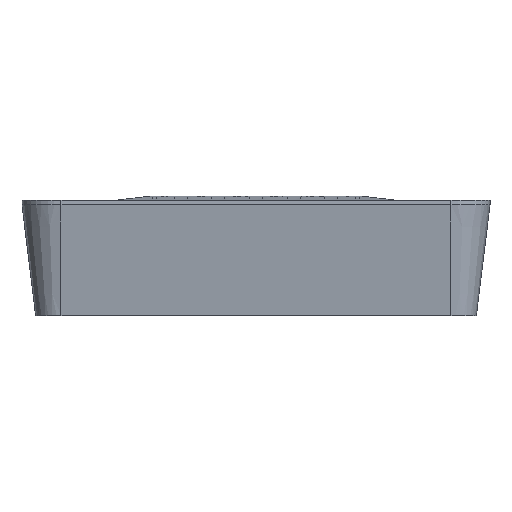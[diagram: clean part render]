
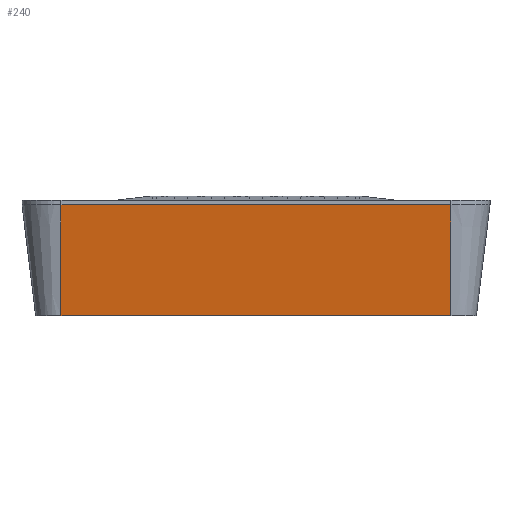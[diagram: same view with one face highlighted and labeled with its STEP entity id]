
A CAD part, left-side view. The second image highlights one B-rep face of the part: STEP entity #240.
In plain terms, the highlighted planar face has unit normal (-0.993, 0, -0.122).
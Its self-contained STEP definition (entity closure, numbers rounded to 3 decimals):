
#217=PLANE('',#1544);
#240=ADVANCED_FACE('',(#327),#217,.F.);
#327=FACE_OUTER_BOUND('',#403,.T.);
#403=EDGE_LOOP('',(#522,#523,#524,#525));
#522=ORIENTED_EDGE('',*,*,#1108,.T.);
#523=ORIENTED_EDGE('',*,*,#1116,.T.);
#524=ORIENTED_EDGE('',*,*,#1110,.F.);
#525=ORIENTED_EDGE('',*,*,#1117,.F.);
#960=VERTEX_POINT('',#2266);
#961=VERTEX_POINT('',#2268);
#962=VERTEX_POINT('',#2272);
#963=VERTEX_POINT('',#2273);
#1108=EDGE_CURVE('',#961,#960,#1327,.T.);
#1110=EDGE_CURVE('',#962,#963,#1328,.T.);
#1116=EDGE_CURVE('',#960,#963,#1332,.T.);
#1117=EDGE_CURVE('',#961,#962,#1333,.T.);
#1327=LINE('',#2267,#1431);
#1328=LINE('',#2271,#1432);
#1332=LINE('',#2283,#1436);
#1333=LINE('',#2284,#1437);
#1431=VECTOR('',#1754,1.);
#1432=VECTOR('',#1759,1.);
#1436=VECTOR('',#1771,1.);
#1437=VECTOR('',#1772,1.);
#1544=AXIS2_PLACEMENT_3D('',#2285,#1773,#1774);
#1754=DIRECTION('',(0.122,0.,-0.993));
#1759=DIRECTION('',(0.122,0.,-0.993));
#1771=DIRECTION('',(0.,-1.,0.));
#1772=DIRECTION('',(0.,-1.,0.));
#1773=DIRECTION('',(0.993,0.,0.122));
#1774=DIRECTION('',(0.122,0.,-0.993));
#2266=CARTESIAN_POINT('',(-17.942,15.875,-9.725));
#2267=CARTESIAN_POINT('',(-19.05,15.875,-0.7));
#2268=CARTESIAN_POINT('',(-19.05,15.875,-0.7));
#2271=CARTESIAN_POINT('',(-19.05,-15.875,-0.7));
#2272=CARTESIAN_POINT('',(-19.05,-15.875,-0.7));
#2273=CARTESIAN_POINT('',(-17.942,-15.875,-9.725));
#2283=CARTESIAN_POINT('',(-17.942,0.,-9.725));
#2284=CARTESIAN_POINT('',(-19.05,15.875,-0.7));
#2285=CARTESIAN_POINT('',(-19.05,0.,-0.7));
